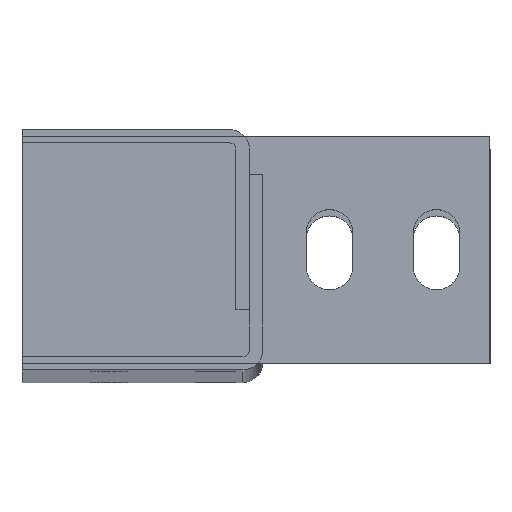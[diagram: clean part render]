
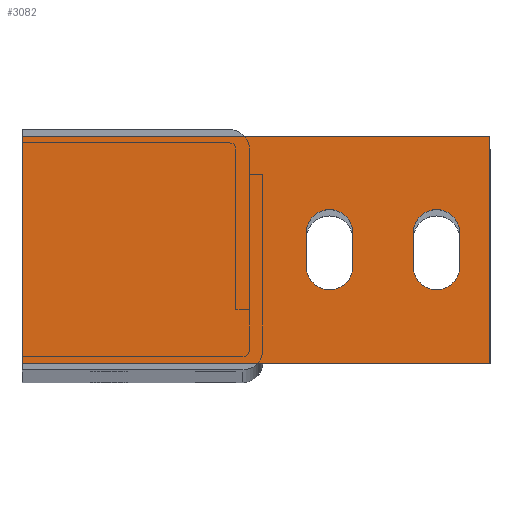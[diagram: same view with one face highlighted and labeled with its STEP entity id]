
A CAD part, top view. The second image highlights one B-rep face of the part: STEP entity #3082.
In plain terms, the highlighted planar face has unit normal (0, 0, 1).
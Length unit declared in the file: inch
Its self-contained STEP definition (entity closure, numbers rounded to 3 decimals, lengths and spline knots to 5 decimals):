
#9 = CIRCLE ( 'NONE', #1077, 0.2185 ) ;
#19 = EDGE_CURVE ( 'NONE', #1295, #2030, #2497, .T. ) ;
#27 = DIRECTION ( 'NONE',  ( 0., -1., 0. ) ) ;
#33 = ORIENTED_EDGE ( 'NONE', *, *, #2318, .T. ) ;
#51 = ORIENTED_EDGE ( 'NONE', *, *, #3926, .T. ) ;
#98 = DIRECTION ( 'NONE',  ( 0., -1., 0. ) ) ;
#120 = ORIENTED_EDGE ( 'NONE', *, *, #3401, .T. ) ;
#131 = VECTOR ( 'NONE', #2174, 39.37008 ) ;
#133 = CARTESIAN_POINT ( 'NONE',  ( 0.5315, -1.2815, 68.063 ) ) ;
#159 = VERTEX_POINT ( 'NONE', #1972 ) ;
#177 = CARTESIAN_POINT ( 'NONE',  ( 1.75, -1.2815, 68.063 ) ) ;
#200 = EDGE_CURVE ( 'NONE', #2126, #1519, #2500, .T. ) ;
#235 = DIRECTION ( 'NONE',  ( 0., 0., -1. ) ) ;
#247 = CIRCLE ( 'NONE', #3486, 0.2185 ) ;
#251 = EDGE_LOOP ( 'NONE', ( #33, #3878, #120, #3184, #3346 ) ) ;
#292 = DIRECTION ( 'NONE',  ( 0., -1., 0. ) ) ;
#353 = VECTOR ( 'NONE', #756, 39.37008 ) ;
#382 = ORIENTED_EDGE ( 'NONE', *, *, #19, .T. ) ;
#404 = FACE_BOUND ( 'NONE', #2156, .T. ) ;
#421 = VECTOR ( 'NONE', #1411, 39.37008 ) ;
#460 = LINE ( 'NONE', #4027, #353 ) ;
#521 = DIRECTION ( 'NONE',  ( 0., -1., 0. ) ) ;
#652 = VERTEX_POINT ( 'NONE', #2986 ) ;
#658 = CARTESIAN_POINT ( 'NONE',  ( 1.5315, -1.2815, 68.063 ) ) ;
#716 = EDGE_CURVE ( 'NONE', #4169, #1413, #3021, .T. ) ;
#756 = DIRECTION ( 'NONE',  ( 1., 0., 0. ) ) ;
#763 = ORIENTED_EDGE ( 'NONE', *, *, #3596, .T. ) ;
#822 = CARTESIAN_POINT ( 'NONE',  ( 1.9685, -0.9685, 68.063 ) ) ;
#892 = CARTESIAN_POINT ( 'NONE',  ( 2.25, -0.0625, 68.063 ) ) ;
#894 = EDGE_CURVE ( 'NONE', #2030, #3822, #247, .T. ) ;
#921 = VERTEX_POINT ( 'NONE', #1289 ) ;
#950 = AXIS2_PLACEMENT_3D ( 'NONE', #177, #2064, #2724 ) ;
#976 = EDGE_CURVE ( 'NONE', #652, #2731, #2399, .T. ) ;
#1004 = ORIENTED_EDGE ( 'NONE', *, *, #1700, .T. ) ;
#1023 = CARTESIAN_POINT ( 'NONE',  ( 0.9685, -0.9685, 68.063 ) ) ;
#1059 = VERTEX_POINT ( 'NONE', #3719 ) ;
#1077 = AXIS2_PLACEMENT_3D ( 'NONE', #2166, #1554, #4116 ) ;
#1230 = EDGE_CURVE ( 'NONE', #1903, #3363, #3940, .T. ) ;
#1239 = DIRECTION ( 'NONE',  ( 0., -1., 0. ) ) ;
#1246 = CARTESIAN_POINT ( 'NONE',  ( 0.9685, -1.2815, 68.063 ) ) ;
#1289 = CARTESIAN_POINT ( 'NONE',  ( 2.25, -0.0625, 68.063 ) ) ;
#1295 = VERTEX_POINT ( 'NONE', #1023 ) ;
#1340 = AXIS2_PLACEMENT_3D ( 'NONE', #2432, #4020, #3362 ) ;
#1411 = DIRECTION ( 'NONE',  ( 0., 1., 0. ) ) ;
#1413 = VERTEX_POINT ( 'NONE', #3341 ) ;
#1486 = LINE ( 'NONE', #1549, #4044 ) ;
#1519 = VERTEX_POINT ( 'NONE', #2123 ) ;
#1521 = ORIENTED_EDGE ( 'NONE', *, *, #2520, .T. ) ;
#1549 = CARTESIAN_POINT ( 'NONE',  ( 1.9685, -1.2815, 68.063 ) ) ;
#1554 = DIRECTION ( 'NONE',  ( 0., 0., -1. ) ) ;
#1692 = LINE ( 'NONE', #2599, #3496 ) ;
#1698 = CARTESIAN_POINT ( 'NONE',  ( -2.125, -0.0625, 68.063 ) ) ;
#1700 = EDGE_CURVE ( 'NONE', #159, #921, #1692, .T. ) ;
#1803 = CIRCLE ( 'NONE', #1340, 0.2185 ) ;
#1871 = CARTESIAN_POINT ( 'NONE',  ( 0.75, -1.2815, 68.063 ) ) ;
#1903 = VERTEX_POINT ( 'NONE', #2118 ) ;
#1937 = CARTESIAN_POINT ( 'NONE',  ( 2.25, -0.0625, 68.063 ) ) ;
#1940 = DIRECTION ( 'NONE',  ( 0., 1., 0. ) ) ;
#1972 = CARTESIAN_POINT ( 'NONE',  ( 2.25, -2.1875, 68.063 ) ) ;
#2030 = VERTEX_POINT ( 'NONE', #3053 ) ;
#2053 = AXIS2_PLACEMENT_3D ( 'NONE', #3097, #3412, #521 ) ;
#2064 = DIRECTION ( 'NONE',  ( 0., 0., -1. ) ) ;
#2118 = CARTESIAN_POINT ( 'NONE',  ( -2.125, -0.0625, 68.063 ) ) ;
#2123 = CARTESIAN_POINT ( 'NONE',  ( 1.5315, -1.2815, 68.063 ) ) ;
#2126 = VERTEX_POINT ( 'NONE', #2392 ) ;
#2144 = AXIS2_PLACEMENT_3D ( 'NONE', #1937, #3233, #27 ) ;
#2156 = EDGE_LOOP ( 'NONE', ( #3340, #2982, #2314, #763, #382 ) ) ;
#2166 = CARTESIAN_POINT ( 'NONE',  ( 0.75, -1.2815, 68.063 ) ) ;
#2174 = DIRECTION ( 'NONE',  ( -1., 0., 0. ) ) ;
#2255 = PLANE ( 'NONE',  #2144 ) ;
#2298 = CIRCLE ( 'NONE', #3590, 0.2185 ) ;
#2314 = ORIENTED_EDGE ( 'NONE', *, *, #716, .T. ) ;
#2318 = EDGE_CURVE ( 'NONE', #1059, #2126, #1803, .T. ) ;
#2392 = CARTESIAN_POINT ( 'NONE',  ( 1.75, -1.5, 68.063 ) ) ;
#2399 = CIRCLE ( 'NONE', #2053, 0.2185 ) ;
#2432 = CARTESIAN_POINT ( 'NONE',  ( 1.75, -1.2815, 68.063 ) ) ;
#2497 = LINE ( 'NONE', #1246, #2973 ) ;
#2500 = CIRCLE ( 'NONE', #950, 0.2185 ) ;
#2520 = EDGE_CURVE ( 'NONE', #921, #1903, #3792, .T. ) ;
#2599 = CARTESIAN_POINT ( 'NONE',  ( 2.25, -2.1875, 68.063 ) ) ;
#2640 = LINE ( 'NONE', #658, #2898 ) ;
#2694 = CARTESIAN_POINT ( 'NONE',  ( 0.75, -0.9685, 68.063 ) ) ;
#2724 = DIRECTION ( 'NONE',  ( 0., -1., 0. ) ) ;
#2731 = VERTEX_POINT ( 'NONE', #822 ) ;
#2738 = EDGE_LOOP ( 'NONE', ( #3626, #51, #1004, #1521 ) ) ;
#2898 = VECTOR ( 'NONE', #1940, 39.37008 ) ;
#2973 = VECTOR ( 'NONE', #3474, 39.37008 ) ;
#2982 = ORIENTED_EDGE ( 'NONE', *, *, #3613, .T. ) ;
#2986 = CARTESIAN_POINT ( 'NONE',  ( 1.5315, -0.9685, 68.063 ) ) ;
#3021 = LINE ( 'NONE', #133, #421 ) ;
#3040 = DIRECTION ( 'NONE',  ( 0., -1., 0. ) ) ;
#3053 = CARTESIAN_POINT ( 'NONE',  ( 0.9685, -1.2815, 68.063 ) ) ;
#3082 = ADVANCED_FACE ( 'NONE', ( #3294, #404, #4160 ), #2255, .T. ) ;
#3097 = CARTESIAN_POINT ( 'NONE',  ( 1.75, -0.9685, 68.063 ) ) ;
#3184 = ORIENTED_EDGE ( 'NONE', *, *, #976, .T. ) ;
#3233 = DIRECTION ( 'NONE',  ( 0., 0., 1. ) ) ;
#3274 = CARTESIAN_POINT ( 'NONE',  ( 0.75, -1.5, 68.063 ) ) ;
#3278 = CARTESIAN_POINT ( 'NONE',  ( -2.125, -2.1875, 68.063 ) ) ;
#3294 = FACE_OUTER_BOUND ( 'NONE', #2738, .T. ) ;
#3340 = ORIENTED_EDGE ( 'NONE', *, *, #894, .T. ) ;
#3341 = CARTESIAN_POINT ( 'NONE',  ( 0.5315, -0.9685, 68.063 ) ) ;
#3346 = ORIENTED_EDGE ( 'NONE', *, *, #4041, .T. ) ;
#3351 = VECTOR ( 'NONE', #98, 39.37008 ) ;
#3362 = DIRECTION ( 'NONE',  ( 0., -1., 0. ) ) ;
#3363 = VERTEX_POINT ( 'NONE', #3278 ) ;
#3401 = EDGE_CURVE ( 'NONE', #1519, #652, #2640, .T. ) ;
#3412 = DIRECTION ( 'NONE',  ( 0., 0., -1. ) ) ;
#3474 = DIRECTION ( 'NONE',  ( 0., -1., 0. ) ) ;
#3486 = AXIS2_PLACEMENT_3D ( 'NONE', #1871, #235, #1239 ) ;
#3496 = VECTOR ( 'NONE', #3894, 39.37008 ) ;
#3590 = AXIS2_PLACEMENT_3D ( 'NONE', #2694, #3992, #3040 ) ;
#3596 = EDGE_CURVE ( 'NONE', #1413, #1295, #2298, .T. ) ;
#3613 = EDGE_CURVE ( 'NONE', #3822, #4169, #9, .T. ) ;
#3626 = ORIENTED_EDGE ( 'NONE', *, *, #1230, .T. ) ;
#3719 = CARTESIAN_POINT ( 'NONE',  ( 1.9685, -1.2815, 68.063 ) ) ;
#3792 = LINE ( 'NONE', #892, #131 ) ;
#3822 = VERTEX_POINT ( 'NONE', #3274 ) ;
#3878 = ORIENTED_EDGE ( 'NONE', *, *, #200, .T. ) ;
#3894 = DIRECTION ( 'NONE',  ( 0., 1., 0. ) ) ;
#3926 = EDGE_CURVE ( 'NONE', #3363, #159, #460, .T. ) ;
#3940 = LINE ( 'NONE', #1698, #3351 ) ;
#3992 = DIRECTION ( 'NONE',  ( 0., 0., -1. ) ) ;
#4020 = DIRECTION ( 'NONE',  ( 0., 0., -1. ) ) ;
#4027 = CARTESIAN_POINT ( 'NONE',  ( -2.125, -2.1875, 68.063 ) ) ;
#4041 = EDGE_CURVE ( 'NONE', #2731, #1059, #1486, .T. ) ;
#4044 = VECTOR ( 'NONE', #292, 39.37008 ) ;
#4116 = DIRECTION ( 'NONE',  ( 0., -1., 0. ) ) ;
#4154 = CARTESIAN_POINT ( 'NONE',  ( 0.5315, -1.2815, 68.063 ) ) ;
#4160 = FACE_BOUND ( 'NONE', #251, .T. ) ;
#4169 = VERTEX_POINT ( 'NONE', #4154 ) ;
